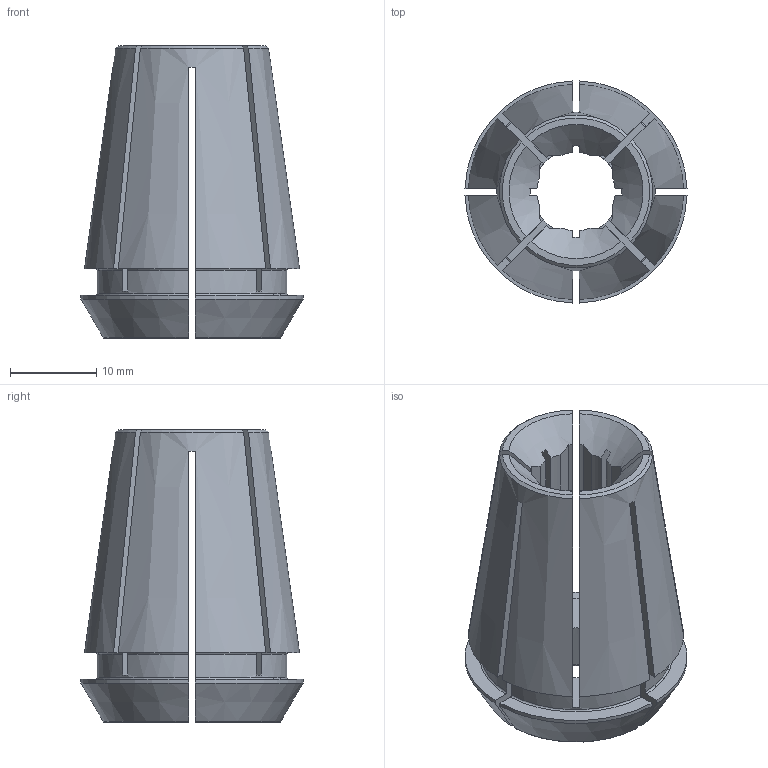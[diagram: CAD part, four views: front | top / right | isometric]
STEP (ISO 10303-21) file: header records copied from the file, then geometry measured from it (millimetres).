
FILE_DESCRIPTION(/* description */ (''),/* implementation_level */ '2;1');
FILE_NAME(/* name */ '142510000.stp',/* time_stamp */ '2021-01-08T12:54:47',/* author */ ('LRA'),/* organization */ ('REGO-FIX'),/* preprocessor_version */ ' Unknown',/* originating_system */ 'SIEMENS PLM Software Solid Edge ST10',/* authorization */ 'Unknown');
FILE_SCHEMA (('AUTOMOTIVE_DESIGN { 1 0 10303 214 2 1 1}'));
Length unit declared in the file: millimetre
Products named in the file (1): NOCUT
Bounding box: 25.79 x 25.79 x 34 mm (x, y, z)
Volume: 8763.7 mm3; surface area: 6470.4 mm2
Topology: 1 solids, 1 shells, 140 faces, 420 edges, 280 vertices
Faces by surface type: plane 60, cylinder 36, cone 24, torus 20
Entity records: 4988 total; most frequent: CARTESIAN_POINT 1156, ORIENTED_EDGE 840, DIRECTION 792, EDGE_CURVE 420, AXIS2_PLACEMENT_3D 308, VERTEX_POINT 280, LINE 176, VECTOR 176
